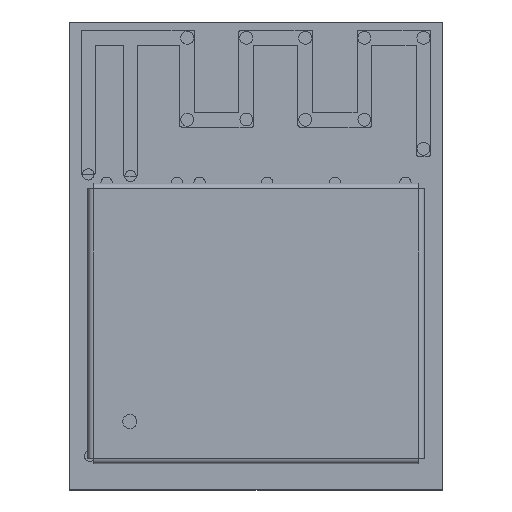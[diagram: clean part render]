
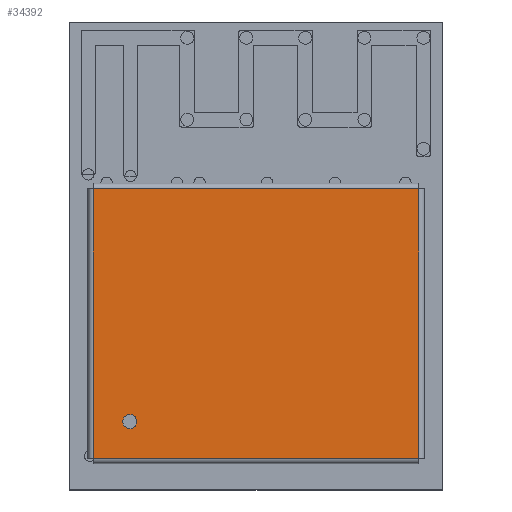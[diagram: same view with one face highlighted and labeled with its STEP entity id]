
A CAD part, top view. The second image highlights one B-rep face of the part: STEP entity #34392.
In plain terms, the highlighted face is planar.
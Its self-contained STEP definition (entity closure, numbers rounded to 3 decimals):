
#2120 = VERTEX_POINT ( 'NONE', #59938 ) ;
#3097 = EDGE_LOOP ( 'NONE', ( #5239, #28375, #35726, #65139 ) ) ;
#3261 = LINE ( 'NONE', #31832, #76001 ) ;
#4611 = DIRECTION ( 'NONE',  ( 0., 1., 0. ) ) ;
#5239 = ORIENTED_EDGE ( 'NONE', *, *, #85877, .T. ) ;
#7232 = DIRECTION ( 'NONE',  ( -1., 0., 0. ) ) ;
#8294 = DIRECTION ( 'NONE',  ( 0., 0., 1. ) ) ;
#9268 = VERTEX_POINT ( 'NONE', #25104 ) ;
#10431 = EDGE_CURVE ( 'NONE', #9268, #2120, #37767, .T. ) ;
#11658 = FACE_BOUND ( 'NONE', #28116, .T. ) ;
#16099 = DIRECTION ( 'NONE',  ( 0., 0., -1. ) ) ;
#17540 = DIRECTION ( 'NONE',  ( 0., 0., 1. ) ) ;
#18134 = CARTESIAN_POINT ( 'NONE',  ( 5.775, 1.6, 4.775 ) ) ;
#22119 = DIRECTION ( 'NONE',  ( 0., 1., 0. ) ) ;
#23351 = AXIS2_PLACEMENT_3D ( 'NONE', #86144, #22119, #50590 ) ;
#25104 = CARTESIAN_POINT ( 'NONE',  ( -4.475, 1.6, 3.225 ) ) ;
#26852 = CARTESIAN_POINT ( 'NONE',  ( 5.775, 1.6, -4.775 ) ) ;
#28116 = EDGE_LOOP ( 'NONE', ( #63891, #45085 ) ) ;
#28375 = ORIENTED_EDGE ( 'NONE', *, *, #84345, .T. ) ;
#29638 = VERTEX_POINT ( 'NONE', #18134 ) ;
#31832 = CARTESIAN_POINT ( 'NONE',  ( 5.975, 1.6, 4.775 ) ) ;
#32470 = VECTOR ( 'NONE', #7232, 1000. ) ;
#33183 = DIRECTION ( 'NONE',  ( 1., 0., 0. ) ) ;
#34392 = ADVANCED_FACE ( 'NONE', ( #75690, #11658 ), #40153, .T. ) ;
#35726 = ORIENTED_EDGE ( 'NONE', *, *, #63697, .T. ) ;
#37767 = CIRCLE ( 'NONE', #90016, 0.25 ) ;
#39650 = VECTOR ( 'NONE', #17540, 1000. ) ;
#40153 = PLANE ( 'NONE',  #55824 ) ;
#42737 = LINE ( 'NONE', #71287, #32470 ) ;
#43802 = CARTESIAN_POINT ( 'NONE',  ( -4.475, 1.6, 3.475 ) ) ;
#43880 = CARTESIAN_POINT ( 'NONE',  ( -5.775, 1.6, -4.775 ) ) ;
#45085 = ORIENTED_EDGE ( 'NONE', *, *, #10431, .F. ) ;
#45773 = EDGE_CURVE ( 'NONE', #2120, #9268, #63642, .T. ) ;
#50590 = DIRECTION ( 'NONE',  ( 0., 0., 1. ) ) ;
#51622 = LINE ( 'NONE', #80152, #65690 ) ;
#53066 = LINE ( 'NONE', #81577, #39650 ) ;
#54680 = VERTEX_POINT ( 'NONE', #74985 ) ;
#55824 = AXIS2_PLACEMENT_3D ( 'NONE', #68673, #4611, #33183 ) ;
#59938 = CARTESIAN_POINT ( 'NONE',  ( -4.475, 1.6, 3.725 ) ) ;
#60320 = DIRECTION ( 'NONE',  ( 1., 0., 0. ) ) ;
#63642 = CIRCLE ( 'NONE', #23351, 0.25 ) ;
#63697 = EDGE_CURVE ( 'NONE', #54680, #29638, #3261, .T. ) ;
#63891 = ORIENTED_EDGE ( 'NONE', *, *, #45773, .F. ) ;
#65139 = ORIENTED_EDGE ( 'NONE', *, *, #66386, .T. ) ;
#65690 = VECTOR ( 'NONE', #16099, 1000. ) ;
#66386 = EDGE_CURVE ( 'NONE', #29638, #80654, #51622, .T. ) ;
#68673 = CARTESIAN_POINT ( 'NONE',  ( 0., 1.6, 0. ) ) ;
#71287 = CARTESIAN_POINT ( 'NONE',  ( -5.975, 1.6, -4.775 ) ) ;
#72351 = DIRECTION ( 'NONE',  ( 0., 1., 0. ) ) ;
#74046 = VERTEX_POINT ( 'NONE', #43880 ) ;
#74985 = CARTESIAN_POINT ( 'NONE',  ( -5.775, 1.6, 4.775 ) ) ;
#75690 = FACE_OUTER_BOUND ( 'NONE', #3097, .T. ) ;
#76001 = VECTOR ( 'NONE', #60320, 1000. ) ;
#80152 = CARTESIAN_POINT ( 'NONE',  ( 5.775, 1.6, -4.975 ) ) ;
#80654 = VERTEX_POINT ( 'NONE', #26852 ) ;
#81577 = CARTESIAN_POINT ( 'NONE',  ( -5.775, 1.6, 4.975 ) ) ;
#84345 = EDGE_CURVE ( 'NONE', #74046, #54680, #53066, .T. ) ;
#85877 = EDGE_CURVE ( 'NONE', #80654, #74046, #42737, .T. ) ;
#86144 = CARTESIAN_POINT ( 'NONE',  ( -4.475, 1.6, 3.475 ) ) ;
#90016 = AXIS2_PLACEMENT_3D ( 'NONE', #43802, #72351, #8294 ) ;
